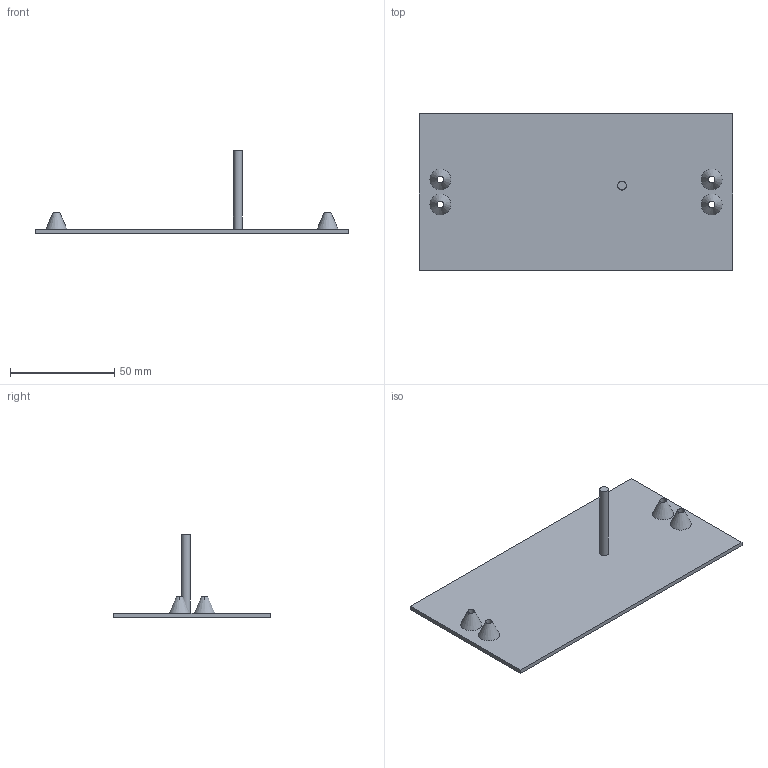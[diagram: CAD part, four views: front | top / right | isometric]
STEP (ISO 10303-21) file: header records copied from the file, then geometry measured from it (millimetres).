
FILE_DESCRIPTION(('FreeCAD Model'),'2;1');
FILE_NAME('Open CASCADE Shape Model','2024-07-26T18:02:15',(''),(''), 'Open CASCADE STEP processor 7.6','FreeCAD','Unknown');
FILE_SCHEMA(('AUTOMOTIVE_DESIGN { 1 0 10303 214 1 1 1 1 }'));
Length unit declared in the file: millimetre
Products named in the file (1): Body001
Bounding box: 150 x 75 x 39.5 mm (x, y, z)
Volume: 23587.1 mm3; surface area: 24774.7 mm2
Topology: 1 solids, 1 shells, 28 faces, 59 edges, 38 vertices
Faces by surface type: cylinder 13, plane 11, cone 4
Full cylindrical faces by diameter (mm): 4.25 x1, 6.1 x4
Entity records: 799 total; most frequent: DIRECTION 147, CARTESIAN_POINT 126, ORIENTED_EDGE 118, AXIS2_PLACEMENT_3D 59, EDGE_CURVE 59, FACE_BOUND 41, EDGE_LOOP 41, VERTEX_POINT 38
